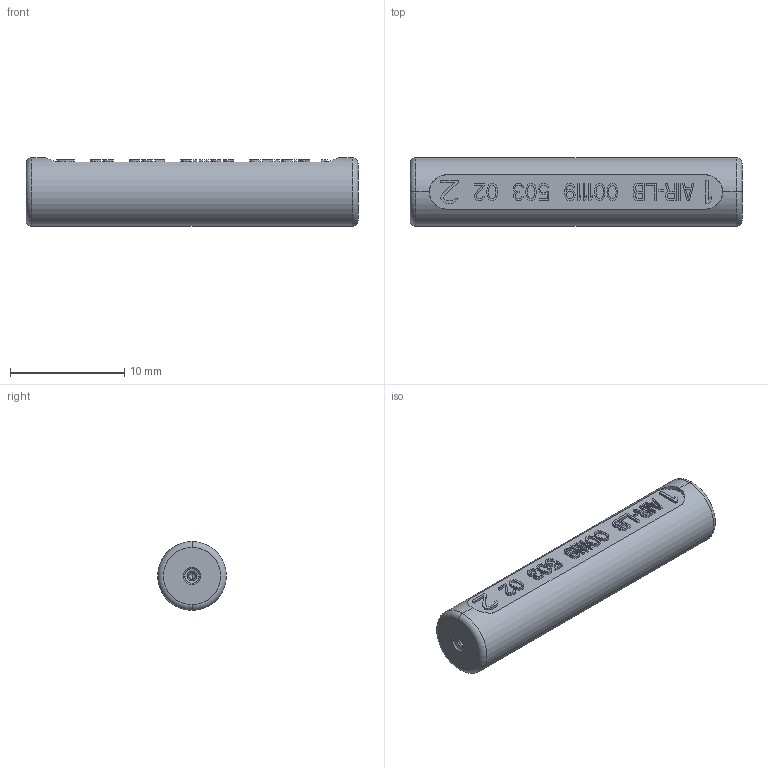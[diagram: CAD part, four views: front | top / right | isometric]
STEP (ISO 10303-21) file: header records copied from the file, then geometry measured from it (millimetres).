
FILE_DESCRIPTION((''),'2;1');
FILE_NAME('00111950302','2020-05-28T',('presta_be4'),(''),'CREO PARAMETRIC BY PTC INC, 2018360','CREO PARAMETRIC BY PTC INC, 2018360','');
FILE_SCHEMA(('CONFIG_CONTROL_DESIGN'));
Length unit declared in the file: millimetre
Products named in the file (1): 00111950302
Bounding box: 29 x 6 x 6 mm (x, y, z)
Volume: 702.7 mm3; surface area: 1169.7 mm2
Topology: 1 solids, 1 shells, 768 faces, 2122 edges, 1387 vertices
Faces by surface type: plane 611, cylinder 61, torus 46, cone 42, sphere 4, bspline 4
Entity records: 25614 total; most frequent: CARTESIAN_POINT 5893, ORIENTED_EDGE 4240, DIRECTION 3852, EDGE_CURVE 2120, VECTOR 1728, LINE 1728, VERTEX_POINT 1387, AXIS2_PLACEMENT_3D 1062
